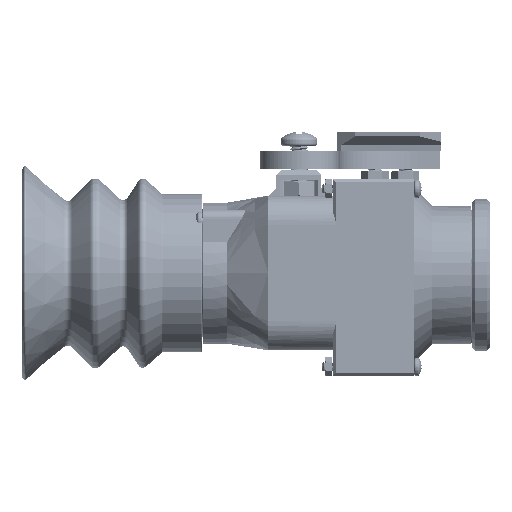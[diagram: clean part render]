
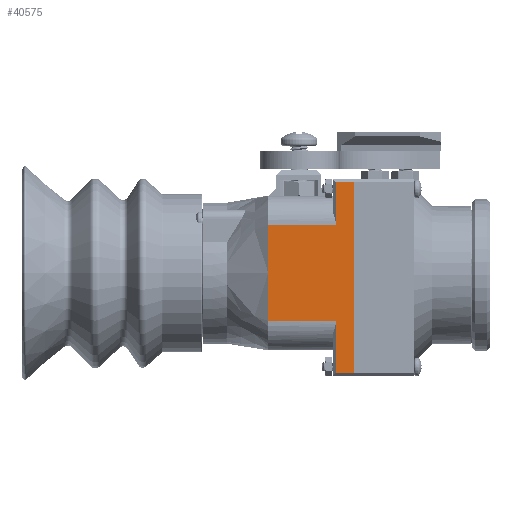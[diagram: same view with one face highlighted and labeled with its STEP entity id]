
A CAD part, left-side view. The second image highlights one B-rep face of the part: STEP entity #40575.
In plain terms, the highlighted planar face has unit normal (-1, 0, 0).
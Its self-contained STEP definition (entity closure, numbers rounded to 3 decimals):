
#6589=FACE_OUTER_BOUND('',#8827,.T.);
#8827=EDGE_LOOP('',(#35532,#35533,#35534,#35535,#35536,#35537,#35538,#35539,
#35540));
#11979=LINE('',#108249,#15070);
#11984=LINE('',#108263,#15075);
#11985=LINE('',#108266,#15076);
#11986=LINE('',#108268,#15077);
#11987=LINE('',#108269,#15078);
#11988=LINE('',#108271,#15079);
#11989=LINE('',#108273,#15080);
#11990=LINE('',#108275,#15081);
#11991=LINE('',#108276,#15082);
#15070=VECTOR('',#51517,10.);
#15075=VECTOR('',#51534,10.);
#15076=VECTOR('',#51537,10.);
#15077=VECTOR('',#51538,10.);
#15078=VECTOR('',#51539,10.);
#15079=VECTOR('',#51540,10.);
#15080=VECTOR('',#51541,10.);
#15081=VECTOR('',#51542,10.);
#15082=VECTOR('',#51543,10.);
#18836=VERTEX_POINT('',#108246);
#18837=VERTEX_POINT('',#108248);
#18839=VERTEX_POINT('',#108259);
#18840=VERTEX_POINT('',#108261);
#18841=VERTEX_POINT('',#108265);
#18842=VERTEX_POINT('',#108267);
#18843=VERTEX_POINT('',#108270);
#18844=VERTEX_POINT('',#108272);
#18845=VERTEX_POINT('',#108274);
#24531=EDGE_CURVE('',#18836,#18837,#11979,.T.);
#24539=EDGE_CURVE('',#18840,#18839,#11984,.T.);
#24540=EDGE_CURVE('',#18841,#18836,#11985,.T.);
#24541=EDGE_CURVE('',#18841,#18842,#11986,.T.);
#24542=EDGE_CURVE('',#18842,#18839,#11987,.T.);
#24543=EDGE_CURVE('',#18840,#18843,#11988,.T.);
#24544=EDGE_CURVE('',#18844,#18843,#11989,.T.);
#24545=EDGE_CURVE('',#18845,#18844,#11990,.T.);
#24546=EDGE_CURVE('',#18837,#18845,#11991,.T.);
#35532=ORIENTED_EDGE('',*,*,#24531,.F.);
#35533=ORIENTED_EDGE('',*,*,#24540,.F.);
#35534=ORIENTED_EDGE('',*,*,#24541,.T.);
#35535=ORIENTED_EDGE('',*,*,#24542,.T.);
#35536=ORIENTED_EDGE('',*,*,#24539,.F.);
#35537=ORIENTED_EDGE('',*,*,#24543,.T.);
#35538=ORIENTED_EDGE('',*,*,#24544,.F.);
#35539=ORIENTED_EDGE('',*,*,#24545,.F.);
#35540=ORIENTED_EDGE('',*,*,#24546,.F.);
#38781=PLANE('',#43553);
#40575=ADVANCED_FACE('',(#6589),#38781,.T.);
#43553=AXIS2_PLACEMENT_3D('',#108264,#51535,#51536);
#51517=DIRECTION('',(0.,0.,1.));
#51534=DIRECTION('',(0.,0.,1.));
#51535=DIRECTION('center_axis',(-1.,0.,0.));
#51536=DIRECTION('ref_axis',(0.,0.,1.));
#51537=DIRECTION('',(0.,1.,0.));
#51538=DIRECTION('',(0.,0.,1.));
#51539=DIRECTION('',(0.,1.,0.));
#51540=DIRECTION('',(0.,1.,0.));
#51541=DIRECTION('',(0.,0.,1.));
#51542=DIRECTION('',(0.,0.,1.));
#51543=DIRECTION('',(0.,1.,0.));
#108246=CARTESIAN_POINT('',(-19.715,43.011,-10.947));
#108248=CARTESIAN_POINT('',(-19.715,43.011,5.953));
#108249=CARTESIAN_POINT('',(-19.715,43.011,4.578));
#108259=CARTESIAN_POINT('',(-19.715,43.011,51.153));
#108261=CARTESIAN_POINT('',(-19.715,43.011,37.353));
#108263=CARTESIAN_POINT('',(-19.715,43.011,4.578));
#108264=CARTESIAN_POINT('Origin',(-19.715,37.011,-10.947));
#108265=CARTESIAN_POINT('',(-19.715,37.011,-10.947));
#108266=CARTESIAN_POINT('',(-19.715,37.011,-10.947));
#108267=CARTESIAN_POINT('',(-19.715,37.011,51.153));
#108268=CARTESIAN_POINT('',(-19.715,37.011,-10.947));
#108269=CARTESIAN_POINT('',(-19.715,37.011,51.153));
#108270=CARTESIAN_POINT('',(-19.715,65.011,37.353));
#108271=CARTESIAN_POINT('',(-19.715,62.011,37.353));
#108272=CARTESIAN_POINT('',(-19.715,65.011,21.653));
#108273=CARTESIAN_POINT('',(-19.715,65.011,5.953));
#108274=CARTESIAN_POINT('',(-19.715,65.011,5.953));
#108275=CARTESIAN_POINT('',(-19.715,65.011,5.953));
#108276=CARTESIAN_POINT('',(-19.715,62.011,5.953));
